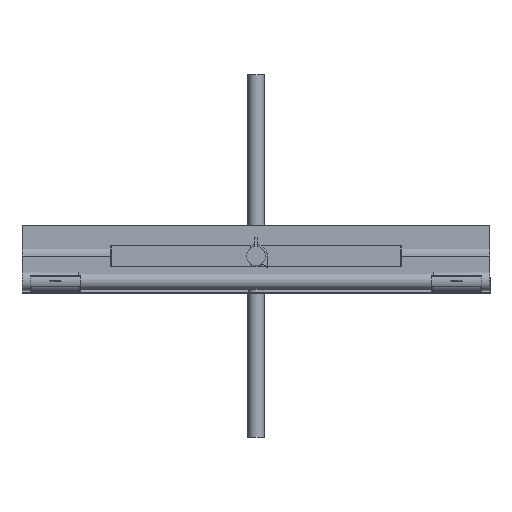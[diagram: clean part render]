
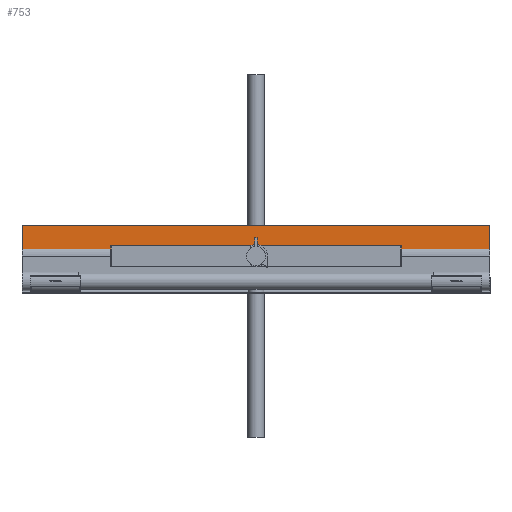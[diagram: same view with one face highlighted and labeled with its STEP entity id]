
A CAD part, left-side view. The second image highlights one B-rep face of the part: STEP entity #753.
In plain terms, the highlighted planar face has unit normal (-1, 0, 0).
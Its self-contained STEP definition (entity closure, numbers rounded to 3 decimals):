
#753 = ADVANCED_FACE( '', ( #2068 ), #2069, .F. );
#2068 = FACE_OUTER_BOUND( '', #4038, .T. );
#2069 = PLANE( '', #4039 );
#4038 = EDGE_LOOP( '', ( #6169, #6170, #6171, #6172 ) );
#4039 = AXIS2_PLACEMENT_3D( '', #6173, #6174, #6175 );
#6169 = ORIENTED_EDGE( '', *, *, #11730, .T. );
#6170 = ORIENTED_EDGE( '', *, *, #11731, .F. );
#6171 = ORIENTED_EDGE( '', *, *, #11732, .F. );
#6172 = ORIENTED_EDGE( '', *, *, #11733, .T. );
#6173 = CARTESIAN_POINT( '', ( -15.75, -640.5, -21.464 ) );
#6174 = DIRECTION( '', ( 1., 0., 0. ) );
#6175 = DIRECTION( '', ( 0., 0., -1. ) );
#11730 = EDGE_CURVE( '', #14099, #14100, #14101, .T. );
#11731 = EDGE_CURVE( '', #14102, #14100, #14103, .T. );
#11732 = EDGE_CURVE( '', #14104, #14102, #14105, .T. );
#11733 = EDGE_CURVE( '', #14104, #14099, #14106, .T. );
#14099 = VERTEX_POINT( '', #17811 );
#14100 = VERTEX_POINT( '', #17812 );
#14101 = LINE( '', #17813, #17814 );
#14102 = VERTEX_POINT( '', #17815 );
#14103 = LINE( '', #17816, #17817 );
#14104 = VERTEX_POINT( '', #17818 );
#14105 = LINE( '', #17819, #17820 );
#14106 = LINE( '', #17821, #17822 );
#17811 = CARTESIAN_POINT( '', ( -15.75, 340.5, 45. ) );
#17812 = CARTESIAN_POINT( '', ( -15.75, 340.5, -21.464 ) );
#17813 = CARTESIAN_POINT( '', ( -15.75, 340.5, -21.464 ) );
#17814 = VECTOR( '', #22352, 1000. );
#17815 = CARTESIAN_POINT( '', ( -15.75, -340.5, -21.464 ) );
#17816 = CARTESIAN_POINT( '', ( -15.75, -640.5, -21.464 ) );
#17817 = VECTOR( '', #22353, 1000. );
#17818 = CARTESIAN_POINT( '', ( -15.75, -340.5, 45. ) );
#17819 = CARTESIAN_POINT( '', ( -15.75, -340.5, -21.464 ) );
#17820 = VECTOR( '', #22354, 1000. );
#17821 = CARTESIAN_POINT( '', ( -15.75, -640.5, 45. ) );
#17822 = VECTOR( '', #22355, 1000. );
#22352 = DIRECTION( '', ( 0., 0., -1. ) );
#22353 = DIRECTION( '', ( 0., 1., 0. ) );
#22354 = DIRECTION( '', ( 0., 0., -1. ) );
#22355 = DIRECTION( '', ( 0., 1., 0. ) );
